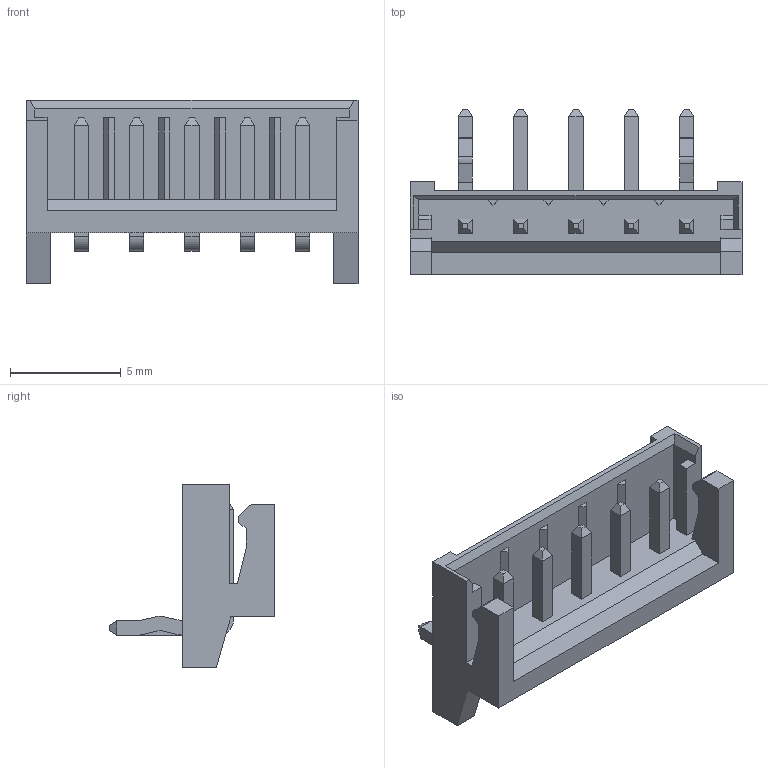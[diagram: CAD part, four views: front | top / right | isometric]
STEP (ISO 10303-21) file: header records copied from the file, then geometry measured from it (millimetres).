
FILE_DESCRIPTION( ( 'Unknown' ), '1' );
FILE_NAME( '68800511722.stp', 'Unknown', ( 'Unknown' ), ( 'Unknown' ), 'PSStep 21.0.46', 'Unknown', ' ' );
FILE_SCHEMA( ( 'AUTOMOTIVE_DESIGN { 1 0 10303 214 1 1 1 1 }' ) );
Length unit declared in the file: millimetre
Products named in the file (4): Assem1; Pin1; Pin2; 68800511722
Assembly tree (6 placements, depth 2):
  Assem1
    Pin1  x2
    Pin2  x3
    68800511722
Bounding box: 15 x 7.5 x 8.3 mm (x, y, z)
Volume: 154.1 mm3; surface area: 565.8 mm2
Topology: 6 solids, 6 shells, 258 faces, 681 edges, 440 vertices
Faces by surface type: plane 236, cylinder 22
Entity records: 7103 total; most frequent: CARTESIAN_POINT 996, ORIENTED_EDGE 978, DIRECTION 883, EDGE_CURVE 489, LINE 469, VECTOR 469, VERTEX_POINT 320, AXIS2_PLACEMENT_3D 207
